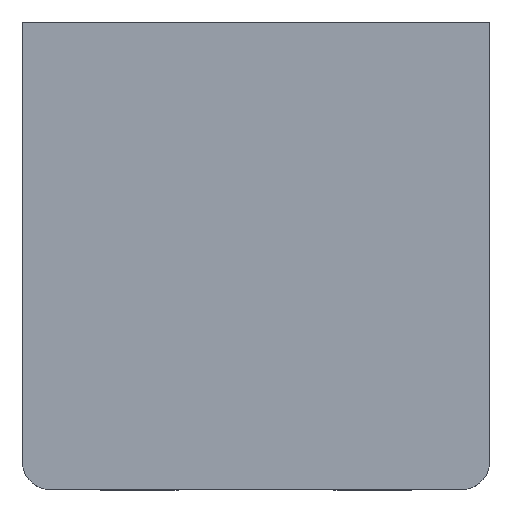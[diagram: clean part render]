
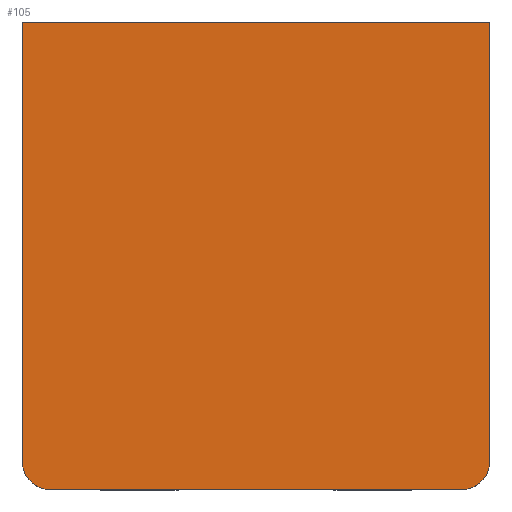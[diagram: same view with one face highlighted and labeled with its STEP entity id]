
A CAD part, top view. The second image highlights one B-rep face of the part: STEP entity #105.
In plain terms, the highlighted planar face has unit normal (0, 0, 1).
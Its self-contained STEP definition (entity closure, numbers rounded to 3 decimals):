
#63 = DIRECTION ( 'NONE',  ( -1., 0., 0. ) ) ;
#96 = CARTESIAN_POINT ( 'NONE',  ( 0., 0., 5. ) ) ;
#105 = ADVANCED_FACE ( 'NONE', ( #1313 ), #1473, .F. ) ;
#128 = DIRECTION ( 'NONE',  ( -1., 0., 0. ) ) ;
#164 = CARTESIAN_POINT ( 'NONE',  ( 45., 0., 5. ) ) ;
#176 = EDGE_CURVE ( 'NONE', #2080, #561, #1287, .T. ) ;
#199 = CARTESIAN_POINT ( 'NONE',  ( 0., 48., 5. ) ) ;
#202 = EDGE_CURVE ( 'NONE', #2145, #902, #1495, .T. ) ;
#210 = DIRECTION ( 'NONE',  ( 0., 0., 1. ) ) ;
#232 = CARTESIAN_POINT ( 'NONE',  ( 45., 3., 5. ) ) ;
#286 = VECTOR ( 'NONE', #1320, 1000. ) ;
#294 = CIRCLE ( 'NONE', #1733, 3. ) ;
#436 = DIRECTION ( 'NONE',  ( 0., 0., 1. ) ) ;
#477 = EDGE_CURVE ( 'NONE', #751, #961, #1740, .T. ) ;
#551 = DIRECTION ( 'NONE',  ( -1., 0., 0. ) ) ;
#552 = DIRECTION ( 'NONE',  ( 1., 0., 0. ) ) ;
#561 = VERTEX_POINT ( 'NONE', #1021 ) ;
#751 = VERTEX_POINT ( 'NONE', #2182 ) ;
#902 = VERTEX_POINT ( 'NONE', #1904 ) ;
#960 = DIRECTION ( 'NONE',  ( 0., 0., -1. ) ) ;
#961 = VERTEX_POINT ( 'NONE', #164 ) ;
#1021 = CARTESIAN_POINT ( 'NONE',  ( 0., 3., 5. ) ) ;
#1032 = ORIENTED_EDGE ( 'NONE', *, *, #2184, .T. ) ;
#1043 = ORIENTED_EDGE ( 'NONE', *, *, #2152, .T. ) ;
#1104 = CARTESIAN_POINT ( 'NONE',  ( 48., 3., 5. ) ) ;
#1136 = CARTESIAN_POINT ( 'NONE',  ( 48., 0., 5. ) ) ;
#1151 = AXIS2_PLACEMENT_3D ( 'NONE', #1849, #960, #1689 ) ;
#1182 = ORIENTED_EDGE ( 'NONE', *, *, #1743, .T. ) ;
#1196 = CARTESIAN_POINT ( 'NONE',  ( 0., 0., 5. ) ) ;
#1287 = LINE ( 'NONE', #96, #1579 ) ;
#1289 = CARTESIAN_POINT ( 'NONE',  ( 3., 3., 5. ) ) ;
#1313 = FACE_OUTER_BOUND ( 'NONE', #1710, .T. ) ;
#1320 = DIRECTION ( 'NONE',  ( 0., 1., 0. ) ) ;
#1374 = ORIENTED_EDGE ( 'NONE', *, *, #477, .T. ) ;
#1419 = CARTESIAN_POINT ( 'NONE',  ( 0., 48., 5. ) ) ;
#1473 = PLANE ( 'NONE',  #1151 ) ;
#1495 = LINE ( 'NONE', #1136, #286 ) ;
#1531 = AXIS2_PLACEMENT_3D ( 'NONE', #1289, #436, #128 ) ;
#1579 = VECTOR ( 'NONE', #1980, 1000. ) ;
#1599 = LINE ( 'NONE', #1419, #2026 ) ;
#1689 = DIRECTION ( 'NONE',  ( -1., 0., 0. ) ) ;
#1702 = ORIENTED_EDGE ( 'NONE', *, *, #202, .T. ) ;
#1710 = EDGE_LOOP ( 'NONE', ( #1374, #1043, #1702, #1032, #1925, #1182 ) ) ;
#1733 = AXIS2_PLACEMENT_3D ( 'NONE', #232, #210, #63 ) ;
#1740 = LINE ( 'NONE', #1196, #1742 ) ;
#1741 = CIRCLE ( 'NONE', #1531, 3. ) ;
#1742 = VECTOR ( 'NONE', #552, 1000. ) ;
#1743 = EDGE_CURVE ( 'NONE', #561, #751, #1741, .T. ) ;
#1849 = CARTESIAN_POINT ( 'NONE',  ( 0., 0., 5. ) ) ;
#1904 = CARTESIAN_POINT ( 'NONE',  ( 48., 48., 5. ) ) ;
#1925 = ORIENTED_EDGE ( 'NONE', *, *, #176, .T. ) ;
#1980 = DIRECTION ( 'NONE',  ( 0., -1., 0. ) ) ;
#2026 = VECTOR ( 'NONE', #551, 1000. ) ;
#2080 = VERTEX_POINT ( 'NONE', #199 ) ;
#2145 = VERTEX_POINT ( 'NONE', #1104 ) ;
#2152 = EDGE_CURVE ( 'NONE', #961, #2145, #294, .T. ) ;
#2182 = CARTESIAN_POINT ( 'NONE',  ( 3., 0., 5. ) ) ;
#2184 = EDGE_CURVE ( 'NONE', #902, #2080, #1599, .T. ) ;
